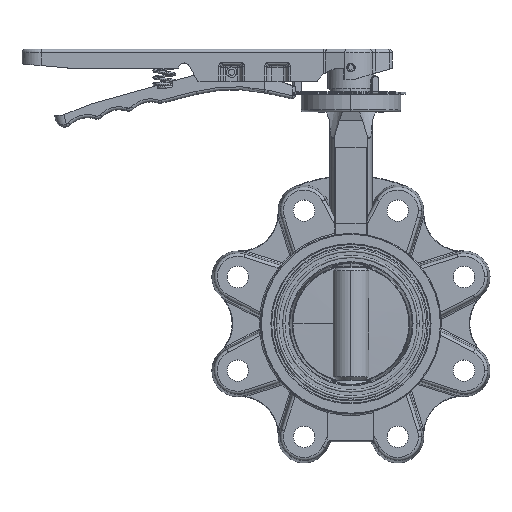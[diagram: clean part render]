
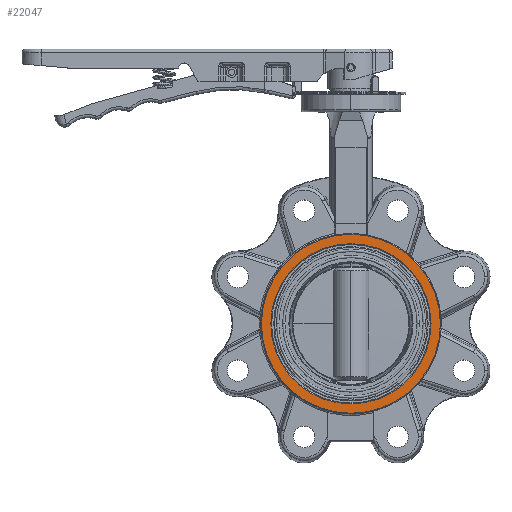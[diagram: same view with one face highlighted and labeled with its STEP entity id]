
A CAD part, top view. The second image highlights one B-rep face of the part: STEP entity #22047.
In plain terms, the highlighted planar face has unit normal (0, 0, 1).
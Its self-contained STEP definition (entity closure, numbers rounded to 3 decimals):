
#521 = DIRECTION ( 'NONE',  ( 1., 0., 0. ) ) ;
#850 = FACE_OUTER_BOUND ( 'NONE', #44600, .T. ) ;
#1674 = CARTESIAN_POINT ( 'NONE',  ( -52.35, 0., 23. ) ) ;
#5586 = CIRCLE ( 'NONE', #5813, 52.35 ) ;
#5813 = AXIS2_PLACEMENT_3D ( 'NONE', #18467, #9588, #22631 ) ;
#5894 = EDGE_CURVE ( 'NONE', #45338, #22287, #52333, .T. ) ;
#6238 = AXIS2_PLACEMENT_3D ( 'NONE', #30964, #29694, #521 ) ;
#9588 = DIRECTION ( 'NONE',  ( 0., 0., -1. ) ) ;
#10312 = CIRCLE ( 'NONE', #10902, 58.5 ) ;
#10783 = DIRECTION ( 'NONE',  ( 1., 0., 0. ) ) ;
#10872 = CARTESIAN_POINT ( 'NONE',  ( 0., 0., 23. ) ) ;
#10902 = AXIS2_PLACEMENT_3D ( 'NONE', #25824, #14187, #21640 ) ;
#11076 = ORIENTED_EDGE ( 'NONE', *, *, #5894, .T. ) ;
#12947 = AXIS2_PLACEMENT_3D ( 'NONE', #10872, #48393, #32982 ) ;
#14187 = DIRECTION ( 'NONE',  ( 0., 0., 1. ) ) ;
#15317 = AXIS2_PLACEMENT_3D ( 'NONE', #43412, #19108, #10783 ) ;
#18467 = CARTESIAN_POINT ( 'NONE',  ( 0., 0., 23. ) ) ;
#19108 = DIRECTION ( 'NONE',  ( 0., 0., 1. ) ) ;
#20406 = CARTESIAN_POINT ( 'NONE',  ( 58.5, 0., 23. ) ) ;
#21640 = DIRECTION ( 'NONE',  ( 1., 0., 0. ) ) ;
#21666 = ORIENTED_EDGE ( 'NONE', *, *, #44255, .T. ) ;
#22047 = ADVANCED_FACE ( 'NONE', ( #49495, #850 ), #52223, .T. ) ;
#22287 = VERTEX_POINT ( 'NONE', #30606 ) ;
#22631 = DIRECTION ( 'NONE',  ( 1., 0., 0. ) ) ;
#22670 = VERTEX_POINT ( 'NONE', #29634 ) ;
#25824 = CARTESIAN_POINT ( 'NONE',  ( 0., 0., 23. ) ) ;
#28483 = EDGE_LOOP ( 'NONE', ( #21666, #11076 ) ) ;
#29510 = EDGE_CURVE ( 'NONE', #33949, #22670, #44628, .T. ) ;
#29634 = CARTESIAN_POINT ( 'NONE',  ( -58.5, 0., 23. ) ) ;
#29694 = DIRECTION ( 'NONE',  ( 0., 0., -1. ) ) ;
#30606 = CARTESIAN_POINT ( 'NONE',  ( 52.35, 0., 23. ) ) ;
#30964 = CARTESIAN_POINT ( 'NONE',  ( 0., 0., 23. ) ) ;
#32718 = ORIENTED_EDGE ( 'NONE', *, *, #29510, .T. ) ;
#32982 = DIRECTION ( 'NONE',  ( 1., 0., 0. ) ) ;
#33949 = VERTEX_POINT ( 'NONE', #20406 ) ;
#41158 = EDGE_CURVE ( 'NONE', #22670, #33949, #10312, .T. ) ;
#43412 = CARTESIAN_POINT ( 'NONE',  ( 0., 0., 23. ) ) ;
#44255 = EDGE_CURVE ( 'NONE', #22287, #45338, #5586, .T. ) ;
#44600 = EDGE_LOOP ( 'NONE', ( #51825, #32718 ) ) ;
#44628 = CIRCLE ( 'NONE', #15317, 58.5 ) ;
#45338 = VERTEX_POINT ( 'NONE', #1674 ) ;
#48393 = DIRECTION ( 'NONE',  ( 0., 0., 1. ) ) ;
#49495 = FACE_BOUND ( 'NONE', #28483, .T. ) ;
#51825 = ORIENTED_EDGE ( 'NONE', *, *, #41158, .T. ) ;
#52223 = PLANE ( 'NONE',  #12947 ) ;
#52333 = CIRCLE ( 'NONE', #6238, 52.35 ) ;
